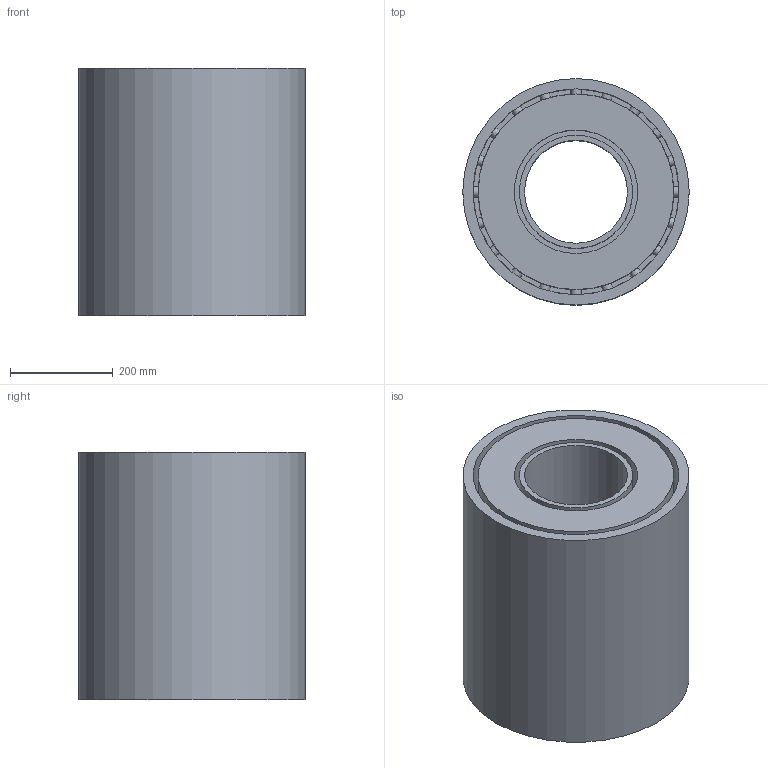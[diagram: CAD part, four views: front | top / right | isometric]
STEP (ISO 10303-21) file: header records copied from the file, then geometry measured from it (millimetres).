
FILE_DESCRIPTION(('FreeCAD Model'),'2;1');
FILE_NAME('Open CASCADE Shape Model','2022-03-23T16:01:03',('Author'),( ''),'Open CASCADE STEP processor 7.5','FreeCAD','Unknown');
FILE_SCHEMA(('AUTOMOTIVE_DESIGN { 1 0 10303 214 1 1 1 1 }'));
Length unit declared in the file: millimetre
Products named in the file (1): Fusion
Bounding box: 440 x 440 x 480 mm (x, y, z)
Volume: 45529433.6 mm3; surface area: 2753927.6 mm2
Topology: 1 solids, 1 shells, 152 faces, 281 edges, 193 vertices
Faces by surface type: cylinder 86, plane 66
Full cylindrical faces by diameter (mm): 20 x40, 36 x20, 40 x20, 200 x1, 220 x1, 240 x1, 380 x1, 400 x1, 440 x1
Entity records: 24491 total; most frequent: CARTESIAN_POINT 18454, DIRECTION 1098, ORIENTED_EDGE 562, PCURVE 562, DEFINITIONAL_REPRESENTATION 562, LINE 396, VECTOR 396, AXIS2_PLACEMENT_3D 285
